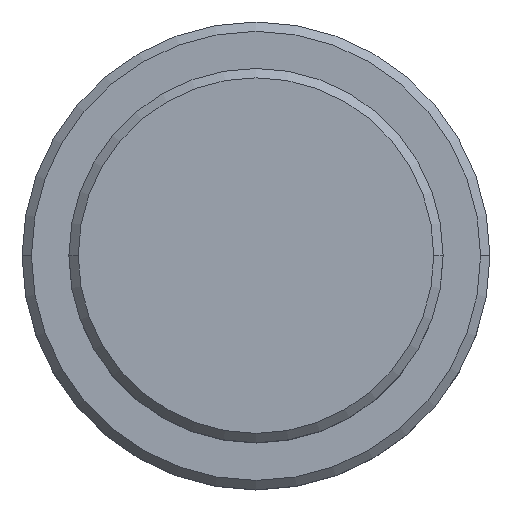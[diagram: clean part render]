
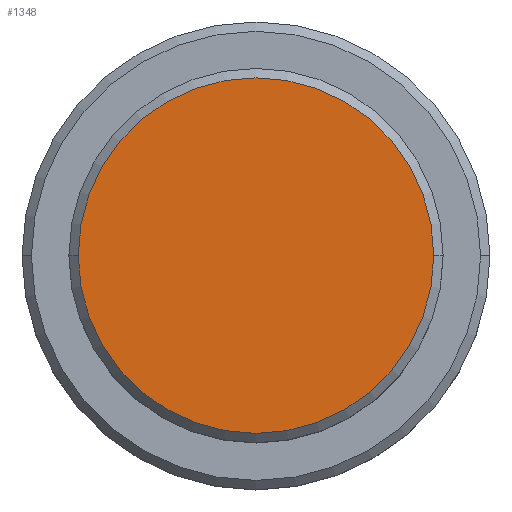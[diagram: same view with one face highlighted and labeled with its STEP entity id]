
A CAD part, top view. The second image highlights one B-rep face of the part: STEP entity #1348.
In plain terms, the highlighted planar face has unit normal (0, 0, 1).
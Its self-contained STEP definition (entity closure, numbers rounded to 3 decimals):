
#59 = ORIENTED_EDGE ( 'NONE', *, *, #981, .T. ) ;
#90 = CARTESIAN_POINT ( 'NONE',  ( 0., 0., 0. ) ) ;
#114 = DIRECTION ( 'NONE',  ( 1., 0., 0. ) ) ;
#131 = FACE_OUTER_BOUND ( 'NONE', #1372, .T. ) ;
#253 = EDGE_CURVE ( 'NONE', #801, #986, #1015, .T. ) ;
#274 = AXIS2_PLACEMENT_3D ( 'NONE', #90, #527, #954 ) ;
#335 = CARTESIAN_POINT ( 'NONE',  ( 9.5, 0., 0. ) ) ;
#470 = CARTESIAN_POINT ( 'NONE',  ( -9.5, 0., 0. ) ) ;
#527 = DIRECTION ( 'NONE',  ( 0., 0., 1. ) ) ;
#528 = ORIENTED_EDGE ( 'NONE', *, *, #253, .T. ) ;
#761 = PLANE ( 'NONE',  #1042 ) ;
#801 = VERTEX_POINT ( 'NONE', #335 ) ;
#869 = DIRECTION ( 'NONE',  ( 0., 0., 1. ) ) ;
#923 = CIRCLE ( 'NONE', #1379, 9.5 ) ;
#954 = DIRECTION ( 'NONE',  ( 1., 0., 0. ) ) ;
#976 = CARTESIAN_POINT ( 'NONE',  ( 0., 0., 0. ) ) ;
#981 = EDGE_CURVE ( 'NONE', #986, #801, #923, .T. ) ;
#986 = VERTEX_POINT ( 'NONE', #470 ) ;
#1015 = CIRCLE ( 'NONE', #274, 9.5 ) ;
#1030 = DIRECTION ( 'NONE',  ( 1., 0., 0. ) ) ;
#1042 = AXIS2_PLACEMENT_3D ( 'NONE', #976, #869, #114 ) ;
#1139 = CARTESIAN_POINT ( 'NONE',  ( 0., 0., 0. ) ) ;
#1240 = DIRECTION ( 'NONE',  ( 0., 0., 1. ) ) ;
#1348 = ADVANCED_FACE ( 'NONE', ( #131 ), #761, .T. ) ;
#1372 = EDGE_LOOP ( 'NONE', ( #59, #528 ) ) ;
#1379 = AXIS2_PLACEMENT_3D ( 'NONE', #1139, #1240, #1030 ) ;
